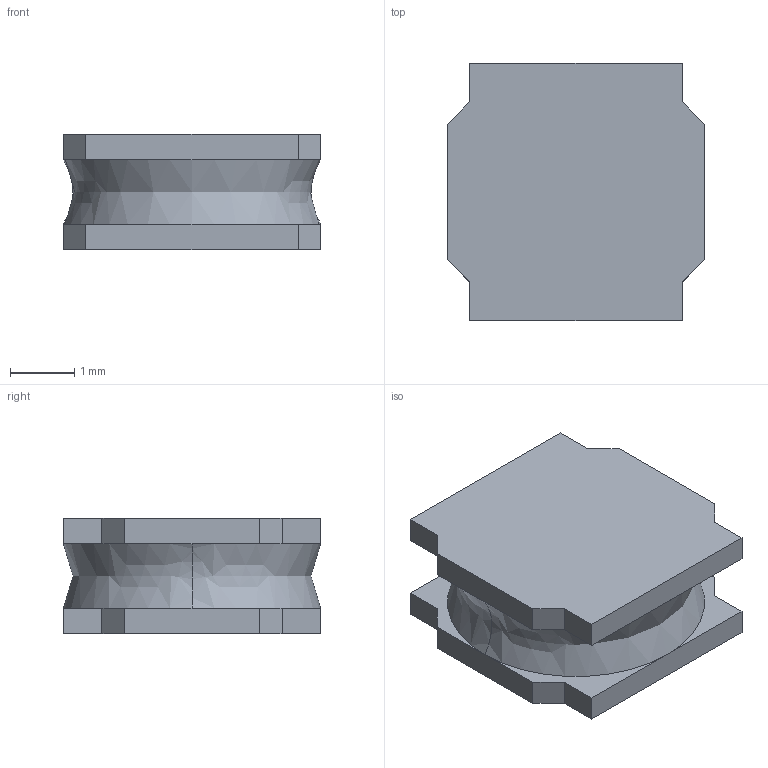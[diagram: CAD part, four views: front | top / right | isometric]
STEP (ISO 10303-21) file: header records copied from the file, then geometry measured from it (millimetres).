
FILE_DESCRIPTION (( 'STEP AP214' ), '1' );
FILE_NAME ('Ind_4x4.STEP', '2019-05-18T20:44:36', ( '' ), ( '' ), 'SwSTEP 2.0', 'SolidWorks 2018', '' );
FILE_SCHEMA (( 'AUTOMOTIVE_DESIGN' ));
Length unit declared in the file: millimetre
Products named in the file (1): Ind_4x4
Bounding box: 4 x 4 x 1.8 mm (x, y, z)
Volume: 23.3 mm3; surface area: 59.3 mm2
Topology: 1 solids, 1 shells, 36 faces, 90 edges, 56 vertices
Faces by surface type: plane 34, bspline 2
Entity records: 1490 total; most frequent: CARTESIAN_POINT 209, ORIENTED_EDGE 180, DIRECTION 166, EDGE_CURVE 90, VECTOR 80, LINE 80, VERTEX_POINT 56, AXIS2_PLACEMENT_3D 43
